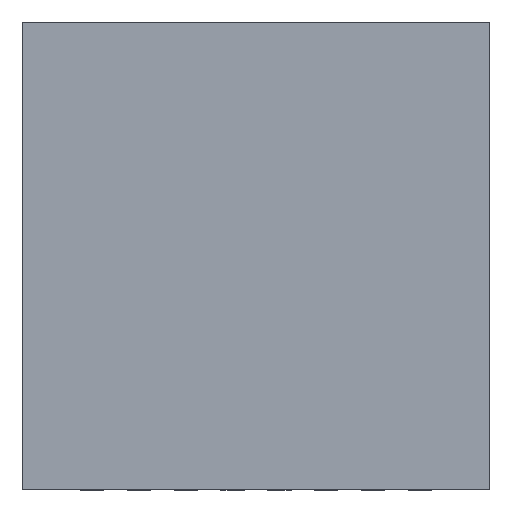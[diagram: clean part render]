
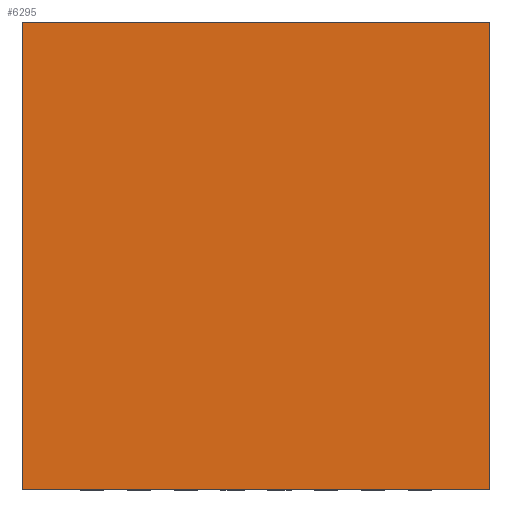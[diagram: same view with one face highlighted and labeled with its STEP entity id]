
A CAD part, top view. The second image highlights one B-rep face of the part: STEP entity #6295.
In plain terms, the highlighted face is planar.
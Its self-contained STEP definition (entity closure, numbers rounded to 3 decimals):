
#2887=DIRECTION('',(0.,0.,1.));
#2888=VECTOR('',#2887,4.);
#2889=CARTESIAN_POINT('',(-2.,0.775,-2.));
#2890=LINE('',#2889,#2888);
#2894=DIRECTION('',(-1.,0.,0.));
#2895=VECTOR('',#2894,4.);
#2896=CARTESIAN_POINT('',(2.,0.775,-2.));
#2897=LINE('',#2896,#2895);
#2901=DIRECTION('',(0.,0.,-1.));
#2902=VECTOR('',#2901,4.);
#2903=CARTESIAN_POINT('',(2.,0.775,2.));
#2904=LINE('',#2903,#2902);
#2908=DIRECTION('',(1.,0.,0.));
#2909=VECTOR('',#2908,4.);
#2910=CARTESIAN_POINT('',(-2.,0.775,2.));
#2911=LINE('',#2910,#2909);
#3727=CARTESIAN_POINT('',(-2.,0.775,-2.));
#3728=CARTESIAN_POINT('',(-2.,0.775,2.));
#3729=VERTEX_POINT('',#3727);
#3730=VERTEX_POINT('',#3728);
#3731=CARTESIAN_POINT('',(2.,0.775,2.));
#3732=VERTEX_POINT('',#3731);
#3733=CARTESIAN_POINT('',(2.,0.775,-2.));
#3734=VERTEX_POINT('',#3733);
#6284=CARTESIAN_POINT('',(0.,0.775,0.));
#6285=DIRECTION('',(0.,1.,0.));
#6286=DIRECTION('',(1.,0.,0.));
#6287=AXIS2_PLACEMENT_3D('',#6284,#6285,#6286);
#6288=PLANE('',#6287);
#6289=ORIENTED_EDGE('',*,*,#5801,.F.);
#6290=ORIENTED_EDGE('',*,*,#4956,.F.);
#6291=ORIENTED_EDGE('',*,*,#5439,.F.);
#6292=ORIENTED_EDGE('',*,*,#5595,.F.);
#6293=EDGE_LOOP('',(#6289,#6290,#6291,#6292));
#6294=FACE_OUTER_BOUND('',#6293,.F.);
#4956=EDGE_CURVE('',#3734,#3729,#2897,.T.);
#5439=EDGE_CURVE('',#3732,#3734,#2904,.T.);
#5595=EDGE_CURVE('',#3730,#3732,#2911,.T.);
#5801=EDGE_CURVE('',#3729,#3730,#2890,.T.);
#6295=ADVANCED_FACE('',(#6294),#6288,.T.);
